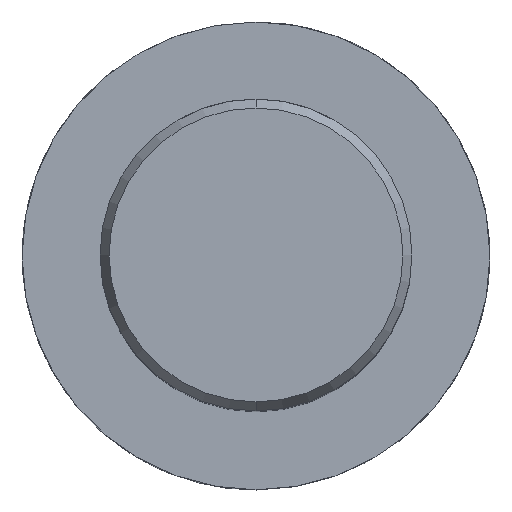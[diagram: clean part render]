
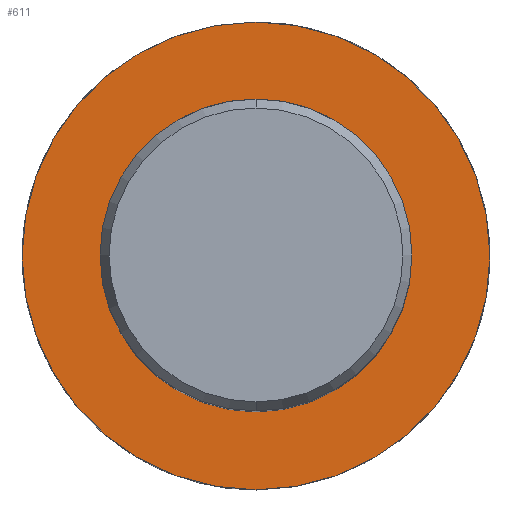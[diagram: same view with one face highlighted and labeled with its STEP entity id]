
A CAD part, top view. The second image highlights one B-rep face of the part: STEP entity #611.
In plain terms, the highlighted planar face has unit normal (0, 0, 1).
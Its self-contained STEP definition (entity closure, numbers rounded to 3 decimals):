
#611=ADVANCED_FACE('',(#1445,#1446),#1447,.T.);
#669=EDGE_CURVE('',#673,#1119,#1509,.T.);
#673=VERTEX_POINT('',#1514);
#787=EDGE_CURVE('',#1177,#1151,#1636,.T.);
#1087=EDGE_CURVE('',#1119,#673,#1960,.T.);
#1119=VERTEX_POINT('',#1997);
#1151=VERTEX_POINT('',#2032);
#1177=VERTEX_POINT('',#2060);
#1195=EDGE_CURVE('',#1151,#1177,#2079,.T.);
#1445=FACE_BOUND('',#2681,.T.);
#1446=FACE_OUTER_BOUND('',#2682,.T.);
#1447=PLANE('',#2683);
#1509=CIRCLE('',#2844,20.0);
#1514=CARTESIAN_POINT('',(0.,-20.0,-70.0));
#1636=CIRCLE('',#3356,30.0);
#1960=CIRCLE('',#4565,20.0);
#1997=CARTESIAN_POINT('',(0.0,20.0,-70.0));
#2032=CARTESIAN_POINT('',(0.,-30.0,-70.0));
#2060=CARTESIAN_POINT('',(0.0,30.0,-70.0));
#2079=CIRCLE('',#5092,30.0);
#2681=EDGE_LOOP('',(#5451,#5452));
#2682=EDGE_LOOP('',(#5453,#5454));
#2683=AXIS2_PLACEMENT_3D('',#5455,#5456,#5457);
#2844=AXIS2_PLACEMENT_3D('',#5526,#5527,#5528);
#3356=AXIS2_PLACEMENT_3D('',#5634,#5635,#5636);
#4565=AXIS2_PLACEMENT_3D('',#6007,#6008,#6009);
#5092=AXIS2_PLACEMENT_3D('',#6136,#6137,#6138);
#5451=ORIENTED_EDGE('',*,*,#1087,.T.);
#5452=ORIENTED_EDGE('',*,*,#669,.T.);
#5453=ORIENTED_EDGE('',*,*,#787,.F.);
#5454=ORIENTED_EDGE('',*,*,#1195,.F.);
#5455=CARTESIAN_POINT('',(0.0,15.0,-70.0));
#5456=DIRECTION('',(-0.0,0.0,1.0));
#5457=DIRECTION('',(0.0,-1.0,0.0));
#5526=CARTESIAN_POINT('',(0.0,0.0,-70.0));
#5527=DIRECTION('',(-0.0,0.0,-1.0));
#5528=DIRECTION('',(0.0,1.0,0.0));
#5634=CARTESIAN_POINT('',(0.0,0.0,-70.0));
#5635=DIRECTION('',(0.0,0.0,-1.0));
#5636=DIRECTION('',(0.0,1.0,0.0));
#6007=CARTESIAN_POINT('',(0.0,0.0,-70.0));
#6008=DIRECTION('',(-0.0,0.0,-1.0));
#6009=DIRECTION('',(0.0,1.0,0.0));
#6136=CARTESIAN_POINT('',(0.0,0.0,-70.0));
#6137=DIRECTION('',(0.0,0.0,-1.0));
#6138=DIRECTION('',(0.0,1.0,0.0));
